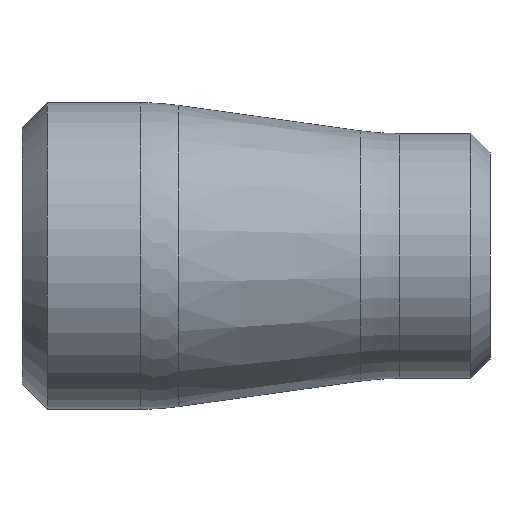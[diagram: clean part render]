
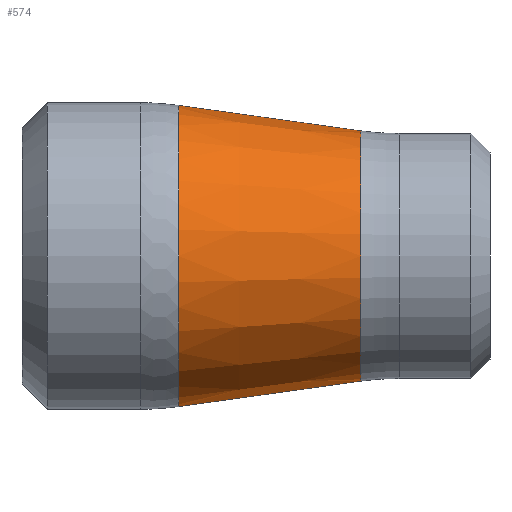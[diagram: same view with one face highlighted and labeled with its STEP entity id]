
A CAD part, front view. The second image highlights one B-rep face of the part: STEP entity #574.
In plain terms, the highlighted conical face has half-angle 7.946 degrees and reference radius 13.638 mm.
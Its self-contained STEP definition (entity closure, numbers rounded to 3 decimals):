
#32 = ORIENTED_EDGE ( 'NONE', *, *, #536, .T. ) ;
#43 = CARTESIAN_POINT ( 'NONE',  ( 17.064, 0., -16.412 ) ) ;
#56 = DIRECTION ( 'NONE',  ( 0., 0., 1. ) ) ;
#103 = LINE ( 'NONE', #513, #192 ) ;
#108 = CARTESIAN_POINT ( 'NONE',  ( 36.936, 0., -13.638 ) ) ;
#123 = AXIS2_PLACEMENT_3D ( 'NONE', #516, #405, #56 ) ;
#135 = DIRECTION ( 'NONE',  ( -1., 0., 0. ) ) ;
#152 = CONICAL_SURFACE ( 'NONE', #251, 13.638, 0.139 ) ;
#154 = CARTESIAN_POINT ( 'NONE',  ( 17.064, 0., 16.412 ) ) ;
#192 = VECTOR ( 'NONE', #569, 1000. ) ;
#204 = CARTESIAN_POINT ( 'NONE',  ( 36.936, 0., 0. ) ) ;
#207 = DIRECTION ( 'NONE',  ( 0., 0., 1. ) ) ;
#251 = AXIS2_PLACEMENT_3D ( 'NONE', #724, #135, #207 ) ;
#255 = CIRCLE ( 'NONE', #123, 16.412 ) ;
#261 = DIRECTION ( 'NONE',  ( -1., 0., 0. ) ) ;
#271 = EDGE_CURVE ( 'NONE', #430, #727, #455, .T. ) ;
#294 = EDGE_CURVE ( 'NONE', #727, #676, #255, .T. ) ;
#330 = ORIENTED_EDGE ( 'NONE', *, *, #708, .T. ) ;
#350 = CIRCLE ( 'NONE', #613, 13.638 ) ;
#392 = EDGE_LOOP ( 'NONE', ( #584, #32, #330, #599 ) ) ;
#405 = DIRECTION ( 'NONE',  ( -1., 0., 0. ) ) ;
#430 = VERTEX_POINT ( 'NONE', #474 ) ;
#455 = LINE ( 'NONE', #108, #645 ) ;
#474 = CARTESIAN_POINT ( 'NONE',  ( 36.936, 0., -13.638 ) ) ;
#493 = DIRECTION ( 'NONE',  ( 0., 0., 1. ) ) ;
#500 = DIRECTION ( 'NONE',  ( -0.99, 0., -0.138 ) ) ;
#513 = CARTESIAN_POINT ( 'NONE',  ( 36.936, 0., 13.638 ) ) ;
#516 = CARTESIAN_POINT ( 'NONE',  ( 17.064, 0., 0. ) ) ;
#536 = EDGE_CURVE ( 'NONE', #430, #702, #350, .T. ) ;
#554 = CARTESIAN_POINT ( 'NONE',  ( 36.936, 0., 13.638 ) ) ;
#569 = DIRECTION ( 'NONE',  ( -0.99, 0., 0.138 ) ) ;
#574 = ADVANCED_FACE ( 'NONE', ( #656 ), #152, .T. ) ;
#584 = ORIENTED_EDGE ( 'NONE', *, *, #271, .F. ) ;
#599 = ORIENTED_EDGE ( 'NONE', *, *, #294, .F. ) ;
#613 = AXIS2_PLACEMENT_3D ( 'NONE', #204, #261, #493 ) ;
#645 = VECTOR ( 'NONE', #500, 1000. ) ;
#656 = FACE_OUTER_BOUND ( 'NONE', #392, .T. ) ;
#676 = VERTEX_POINT ( 'NONE', #154 ) ;
#702 = VERTEX_POINT ( 'NONE', #554 ) ;
#708 = EDGE_CURVE ( 'NONE', #702, #676, #103, .T. ) ;
#724 = CARTESIAN_POINT ( 'NONE',  ( 36.936, 0., 0. ) ) ;
#727 = VERTEX_POINT ( 'NONE', #43 ) ;
